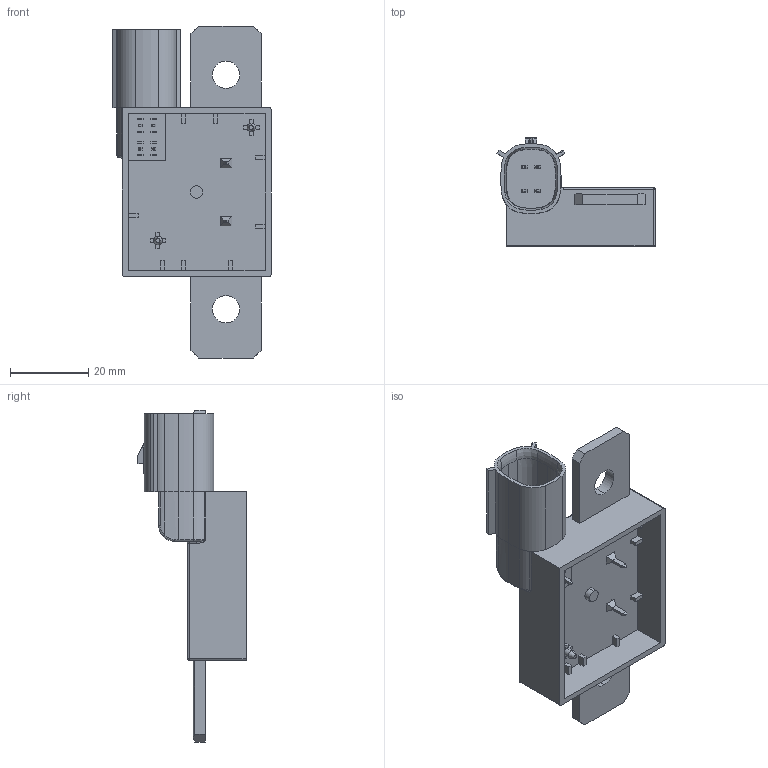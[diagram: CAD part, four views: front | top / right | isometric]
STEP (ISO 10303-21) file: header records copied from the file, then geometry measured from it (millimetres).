
FILE_DESCRIPTION (( 'STEP AP203' ), '1' );
FILE_NAME ('WSBM 8518-20 125micro.. OHM.STEP', '2017-01-04T13:15:32', ( '' ), ( '' ), 'SwSTEP 2.0', 'SolidWorks 2016', '' );
FILE_SCHEMA (( 'CONFIG_CONTROL_DESIGN' ));
Length unit declared in the file: inch
Products named in the file (9): WSBS 8518 125 MICRO..Ohms; WSBM 8518 body 50 micro...; WSBM 8518-20   125micro.. OHM; WSBS8518 125 micro ohms SHUNT; SHUNT TERMINAL - VISHAY; WSBS8518 125 micro ohms SHUNT_100 microohm
Assembly tree (5 placements, depth 3):
  WSBM 8518-20   125micro.. OHM
    WSBS 8518 125 MICRO..Ohms
      WSBS8518 125 micro ohms SHUNT_100 microohm
      SHUNT TERMINAL - VISHAY  x2
    WSBM 8518 body 50 micro...
  WSBS8518 125 micro ohms SHUNT
  SHUNT TERMINAL - VISHAY
  SHUNT TERMINAL - VISHAY
  WSBM 8518 body 50 micro...
Bounding box: 40.49 x 27.67 x 84.99 mm (x, y, z)
Volume: 18435.8 mm3; surface area: 16931.4 mm2
Topology: 8 solids, 8 shells, 710 faces, 1921 edges, 1240 vertices
Faces by surface type: plane 545, cylinder 112, bspline 30, cone 14, torus 6, sphere 3
Entity records: 22472 total; most frequent: CARTESIAN_POINT 4652, ORIENTED_EDGE 3648, DIRECTION 3309, EDGE_CURVE 1824, VECTOR 1469, LINE 1469, VERTEX_POINT 1180, AXIS2_PLACEMENT_3D 920
